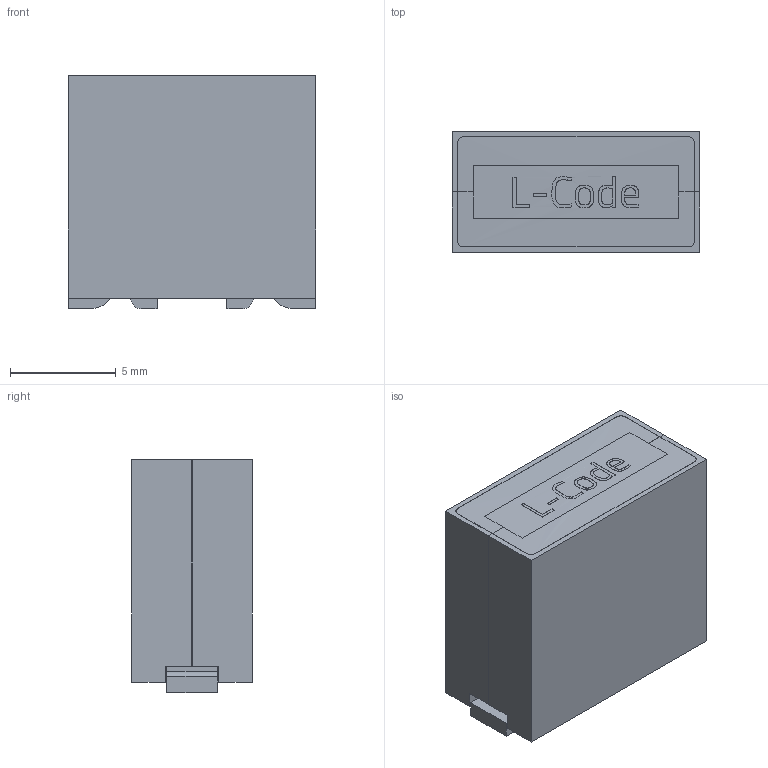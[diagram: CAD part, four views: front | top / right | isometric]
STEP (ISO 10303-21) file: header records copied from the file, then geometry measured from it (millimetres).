
FILE_DESCRIPTION(/* description */ ('Unknown'),/* implementation_level */ '2;1');
FILE_NAME(/* name */ 'L_Wurth_WE-HCMD-1111',/* time_stamp */ '2025-06-18T14:00:07+08:00',/* author */ ('Unknown'),/* organization */ ('Unknown'),/* preprocessor_version */ 'ST-DEVELOPER v19.4',/* originating_system */ 'Solid Edge',/* authorisation */ 'Unknown');
FILE_SCHEMA (('AUTOMOTIVE_DESIGN {1 0 10303 214 3 1 1}'));
Length unit declared in the file: millimetre
Products named in the file (2): L_Wurth_WE-HCMD-1111
Assembly tree (1 placements, depth 2):
  L_Wurth_WE-HCMD-1111
    L_Wurth_WE-HCMD-1111
Bounding box: 11.7 x 5.71 x 11.02 mm (x, y, z)
Volume: 600.2 mm3; surface area: 1193.1 mm2
Topology: 2 solids, 2 shells, 126 faces, 345 edges, 226 vertices
Faces by surface type: plane 96, cylinder 21, bspline 9
Entity records: 5035 total; most frequent: CARTESIAN_POINT 1180, ORIENTED_EDGE 686, DIRECTION 555, EDGE_CURVE 343, LINE 237, VECTOR 237, VERTEX_POINT 226, AXIS2_PLACEMENT_3D 159
